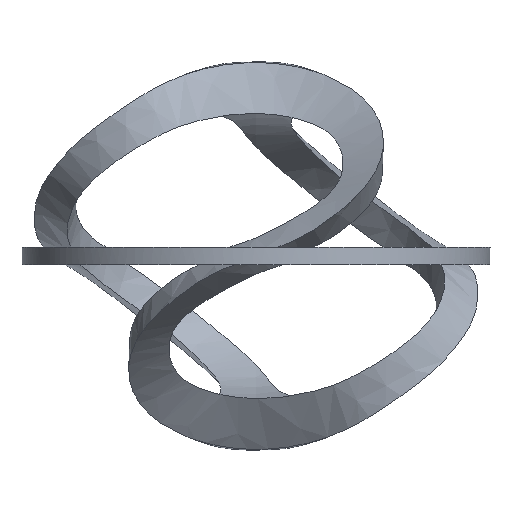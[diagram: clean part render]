
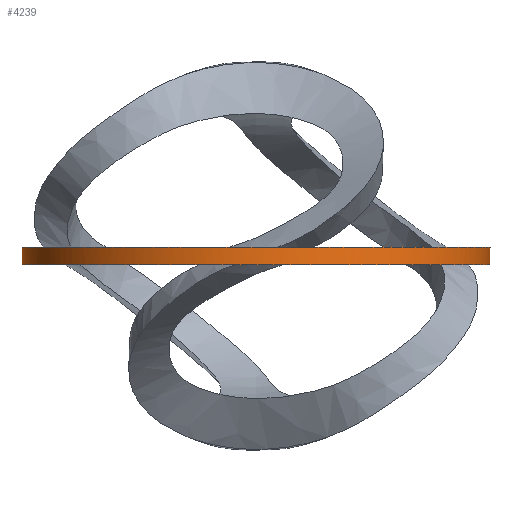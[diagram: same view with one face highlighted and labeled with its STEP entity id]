
A CAD part, front view. The second image highlights one B-rep face of the part: STEP entity #4239.
In plain terms, the highlighted free-form (B-spline) face has degree [2, 1] with [9, 2] control points.
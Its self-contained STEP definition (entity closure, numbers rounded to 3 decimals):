
#3767 = EDGE_CURVE('',#3768,#3768,#3770,.T.);
#3768 = VERTEX_POINT('',#3769);
#3769 = CARTESIAN_POINT('',(-86.492,0.,
    3.313));
#3770 = ( BOUNDED_CURVE() B_SPLINE_CURVE(2,(#3771,#3772,#3773,#3774,
#3775,#3776,#3777),.UNSPECIFIED.,.T.,.F.) B_SPLINE_CURVE_WITH_KNOTS((3,2
    ,2,3),(3.142,5.236,7.33,9.425),
.PIECEWISE_BEZIER_KNOTS.) CURVE() GEOMETRIC_REPRESENTATION_ITEM() 
RATIONAL_B_SPLINE_CURVE((1.,0.5,1.,0.5,1.,0.5,1.)) REPRESENTATION_ITEM(
  '') );
#3771 = CARTESIAN_POINT('',(-86.492,0.,
    3.313));
#3772 = CARTESIAN_POINT('',(-86.492,-149.808,
    3.313));
#3773 = CARTESIAN_POINT('',(43.246,-74.904,
    3.313));
#3774 = CARTESIAN_POINT('',(172.984,0.,
    3.313));
#3775 = CARTESIAN_POINT('',(43.246,74.904,
    3.313));
#3776 = CARTESIAN_POINT('',(-86.492,149.808,
    3.313));
#3777 = CARTESIAN_POINT('',(-86.492,0.,
    3.313));
#3951 = EDGE_CURVE('',#3952,#3952,#3954,.T.);
#3952 = VERTEX_POINT('',#3953);
#3953 = CARTESIAN_POINT('',(-86.492,0.,
    -3.313));
#3954 = ( BOUNDED_CURVE() B_SPLINE_CURVE(2,(#3955,#3956,#3957,#3958,
#3959,#3960,#3961),.UNSPECIFIED.,.T.,.F.) B_SPLINE_CURVE_WITH_KNOTS((3,2
    ,2,3),(3.142,5.236,7.33,9.425),
.PIECEWISE_BEZIER_KNOTS.) CURVE() GEOMETRIC_REPRESENTATION_ITEM() 
RATIONAL_B_SPLINE_CURVE((1.,0.5,1.,0.5,1.,0.5,1.)) REPRESENTATION_ITEM(
  '') );
#3955 = CARTESIAN_POINT('',(-86.492,0.,
    -3.313));
#3956 = CARTESIAN_POINT('',(-86.492,149.808,
    -3.313));
#3957 = CARTESIAN_POINT('',(43.246,74.904,
    -3.313));
#3958 = CARTESIAN_POINT('',(172.984,0.,
    -3.313));
#3959 = CARTESIAN_POINT('',(43.246,-74.904,
    -3.313));
#3960 = CARTESIAN_POINT('',(-86.492,-149.808,
    -3.313));
#3961 = CARTESIAN_POINT('',(-86.492,0.,
    -3.313));
#4239 = ADVANCED_FACE('',(#4240),#4250,.T.);
#4240 = FACE_BOUND('',#4241,.T.);
#4241 = EDGE_LOOP('',(#4242,#4243,#4248,#4249));
#4242 = ORIENTED_EDGE('',*,*,#3767,.F.);
#4243 = ORIENTED_EDGE('',*,*,#4244,.T.);
#4244 = EDGE_CURVE('',#3768,#3952,#4245,.T.);
#4245 = B_SPLINE_CURVE_WITH_KNOTS('',1,(#4246,#4247),.UNSPECIFIED.,.F.,
  .F.,(2,2),(-2.918,2.918),.PIECEWISE_BEZIER_KNOTS.);
#4246 = CARTESIAN_POINT('',(-86.492,0.,
    3.313));
#4247 = CARTESIAN_POINT('',(-86.492,0.,
    -3.313));
#4248 = ORIENTED_EDGE('',*,*,#3951,.F.);
#4249 = ORIENTED_EDGE('',*,*,#4244,.F.);
#4250 = ( BOUNDED_SURFACE() B_SPLINE_SURFACE(2,1,(
    (#4251,#4252)
    ,(#4253,#4254)
    ,(#4255,#4256)
    ,(#4257,#4258)
    ,(#4259,#4260)
    ,(#4261,#4262)
    ,(#4263,#4264)
    ,(#4265,#4266)
    ,(#4267,#4268
)),.UNSPECIFIED.,.T.,.F.,.F.) B_SPLINE_SURFACE_WITH_KNOTS((3,2,2,2,3),(2
    ,2),(-3.142,-2.094,0.,2.094,3.142)
,(-2.918,2.918),.UNSPECIFIED.) GEOMETRIC_REPRESENTATION_ITEM() 
RATIONAL_B_SPLINE_SURFACE((
    (0.75,0.75)
    ,(0.75,0.75)
    ,(1.,1.)
    ,(0.5,0.5)
    ,(1.,1.)
    ,(0.5,0.5)
    ,(1.,1.)
    ,(0.75,0.75)
,(0.75,0.75))) REPRESENTATION_ITEM('') SURFACE() );
#4251 = CARTESIAN_POINT('',(-86.492,0.,
    -3.313));
#4252 = CARTESIAN_POINT('',(-86.492,0.,
    3.313));
#4253 = CARTESIAN_POINT('',(-86.492,-49.936,
    -3.313));
#4254 = CARTESIAN_POINT('',(-86.492,-49.936,
    3.313));
#4255 = CARTESIAN_POINT('',(-43.246,-74.904,
    -3.313));
#4256 = CARTESIAN_POINT('',(-43.246,-74.904,
    3.313));
#4257 = CARTESIAN_POINT('',(86.492,-149.808,
    -3.313));
#4258 = CARTESIAN_POINT('',(86.492,-149.808,
    3.313));
#4259 = CARTESIAN_POINT('',(86.492,0.,
    -3.313));
#4260 = CARTESIAN_POINT('',(86.492,0.,
    3.313));
#4261 = CARTESIAN_POINT('',(86.492,149.808,
    -3.313));
#4262 = CARTESIAN_POINT('',(86.492,149.808,
    3.313));
#4263 = CARTESIAN_POINT('',(-43.246,74.904,
    -3.313));
#4264 = CARTESIAN_POINT('',(-43.246,74.904,
    3.313));
#4265 = CARTESIAN_POINT('',(-86.492,49.936,
    -3.313));
#4266 = CARTESIAN_POINT('',(-86.492,49.936,
    3.313));
#4267 = CARTESIAN_POINT('',(-86.492,0.,
    -3.313));
#4268 = CARTESIAN_POINT('',(-86.492,0.,
    3.313));
